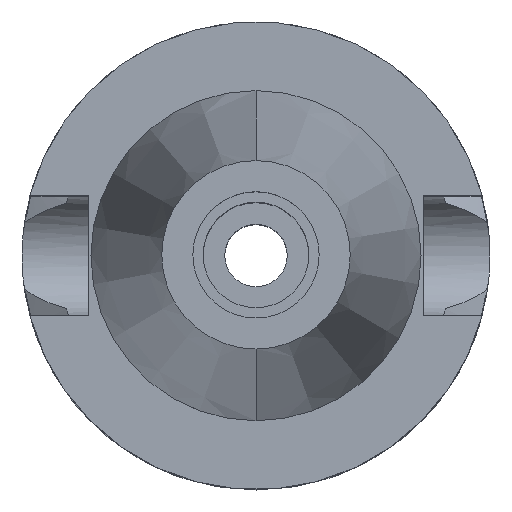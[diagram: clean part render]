
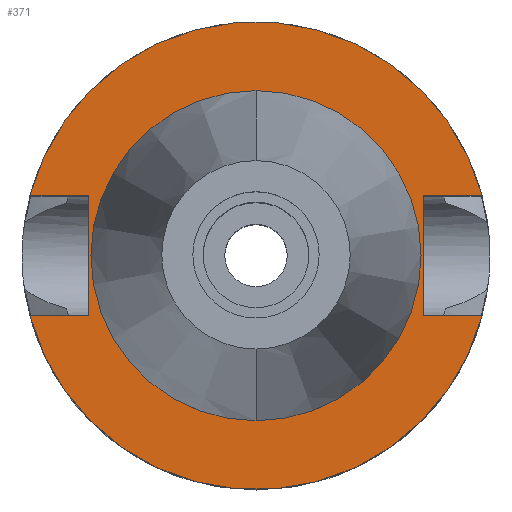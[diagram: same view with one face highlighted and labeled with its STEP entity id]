
A CAD part, top view. The second image highlights one B-rep face of the part: STEP entity #371.
In plain terms, the highlighted planar face has unit normal (0, 0, 1).
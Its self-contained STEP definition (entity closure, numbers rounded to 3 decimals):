
#106 = CIRCLE ( 'NONE', #2302, 22.225 ) ;
#173 = CARTESIAN_POINT ( 'NONE',  ( 0., 0., -1. ) ) ;
#199 = DIRECTION ( 'NONE',  ( 0., 0., -1. ) ) ;
#203 = CARTESIAN_POINT ( 'NONE',  ( 22.5, 8.05, -1. ) ) ;
#235 = CARTESIAN_POINT ( 'NONE',  ( -22.5, -8.05, -1. ) ) ;
#239 = VERTEX_POINT ( 'NONE', #1117 ) ;
#254 = VECTOR ( 'NONE', #2682, 1000. ) ;
#255 = CIRCLE ( 'NONE', #1535, 31.5 ) ;
#348 = ORIENTED_EDGE ( 'NONE', *, *, #2637, .T. ) ;
#371 = ADVANCED_FACE ( 'NONE', ( #2832, #2631 ), #493, .F. ) ;
#449 = CARTESIAN_POINT ( 'NONE',  ( -22.5, 8.05, -1. ) ) ;
#479 = LINE ( 'NONE', #1626, #3044 ) ;
#493 = PLANE ( 'NONE',  #1995 ) ;
#527 = EDGE_CURVE ( 'NONE', #2763, #2972, #255, .T. ) ;
#543 = CARTESIAN_POINT ( 'NONE',  ( -30.454, -8.05, -1. ) ) ;
#606 = ORIENTED_EDGE ( 'NONE', *, *, #2249, .F. ) ;
#621 = EDGE_CURVE ( 'NONE', #745, #2010, #106, .T. ) ;
#647 = CARTESIAN_POINT ( 'NONE',  ( -22.5, -8.05, -1. ) ) ;
#669 = DIRECTION ( 'NONE',  ( 1., 0., 0. ) ) ;
#706 = ORIENTED_EDGE ( 'NONE', *, *, #1483, .F. ) ;
#745 = VERTEX_POINT ( 'NONE', #2022 ) ;
#765 = LINE ( 'NONE', #1720, #254 ) ;
#766 = EDGE_LOOP ( 'NONE', ( #3021, #2660, #2078, #1828, #348, #706, #606, #2191 ) ) ;
#782 = ORIENTED_EDGE ( 'NONE', *, *, #1931, .F. ) ;
#784 = EDGE_CURVE ( 'NONE', #1574, #2763, #479, .T. ) ;
#864 = VERTEX_POINT ( 'NONE', #449 ) ;
#900 = CARTESIAN_POINT ( 'NONE',  ( 22.5, 8.05, -1. ) ) ;
#953 = CARTESIAN_POINT ( 'NONE',  ( 0., 22.225, -1. ) ) ;
#1023 = CARTESIAN_POINT ( 'NONE',  ( 22.5, -8.05, -1. ) ) ;
#1034 = CARTESIAN_POINT ( 'NONE',  ( -30.454, 8.05, -1. ) ) ;
#1050 = VECTOR ( 'NONE', #2663, 1000. ) ;
#1084 = EDGE_CURVE ( 'NONE', #1419, #1574, #1701, .T. ) ;
#1088 = DIRECTION ( 'NONE',  ( 0., -1., 0. ) ) ;
#1117 = CARTESIAN_POINT ( 'NONE',  ( 30.454, 8.05, -1. ) ) ;
#1211 = DIRECTION ( 'NONE',  ( 0., 1., 0. ) ) ;
#1369 = EDGE_CURVE ( 'NONE', #1371, #864, #1849, .T. ) ;
#1371 = VERTEX_POINT ( 'NONE', #1892 ) ;
#1419 = VERTEX_POINT ( 'NONE', #203 ) ;
#1421 = DIRECTION ( 'NONE',  ( 0., 1., 0. ) ) ;
#1470 = CARTESIAN_POINT ( 'NONE',  ( 0., 0., -1. ) ) ;
#1481 = DIRECTION ( 'NONE',  ( 0., 0., 1. ) ) ;
#1483 = EDGE_CURVE ( 'NONE', #1666, #239, #1853, .T. ) ;
#1535 = AXIS2_PLACEMENT_3D ( 'NONE', #1470, #2892, #2935 ) ;
#1574 = VERTEX_POINT ( 'NONE', #1023 ) ;
#1626 = CARTESIAN_POINT ( 'NONE',  ( 22.5, -8.05, -1. ) ) ;
#1646 = EDGE_LOOP ( 'NONE', ( #782, #2040 ) ) ;
#1666 = VERTEX_POINT ( 'NONE', #1034 ) ;
#1701 = LINE ( 'NONE', #2905, #1050 ) ;
#1710 = DIRECTION ( 'NONE',  ( -1., 0., 0. ) ) ;
#1720 = CARTESIAN_POINT ( 'NONE',  ( -22.5, 8.05, -1. ) ) ;
#1828 = ORIENTED_EDGE ( 'NONE', *, *, #1084, .F. ) ;
#1849 = LINE ( 'NONE', #647, #2799 ) ;
#1853 = CIRCLE ( 'NONE', #2403, 31.5 ) ;
#1859 = DIRECTION ( 'NONE',  ( 0., -1., 0. ) ) ;
#1892 = CARTESIAN_POINT ( 'NONE',  ( -22.5, -8.05, -1. ) ) ;
#1931 = EDGE_CURVE ( 'NONE', #2010, #745, #2159, .T. ) ;
#1956 = DIRECTION ( 'NONE',  ( 0., 0., -1. ) ) ;
#1995 = AXIS2_PLACEMENT_3D ( 'NONE', #2338, #199, #1859 ) ;
#2010 = VERTEX_POINT ( 'NONE', #953 ) ;
#2022 = CARTESIAN_POINT ( 'NONE',  ( 0., -22.225, -1. ) ) ;
#2040 = ORIENTED_EDGE ( 'NONE', *, *, #621, .F. ) ;
#2078 = ORIENTED_EDGE ( 'NONE', *, *, #784, .F. ) ;
#2139 = DIRECTION ( 'NONE',  ( 0., 1., 0. ) ) ;
#2159 = CIRCLE ( 'NONE', #2553, 22.225 ) ;
#2191 = ORIENTED_EDGE ( 'NONE', *, *, #1369, .F. ) ;
#2197 = VECTOR ( 'NONE', #1710, 1000. ) ;
#2249 = EDGE_CURVE ( 'NONE', #864, #1666, #765, .T. ) ;
#2302 = AXIS2_PLACEMENT_3D ( 'NONE', #2680, #1481, #1088 ) ;
#2338 = CARTESIAN_POINT ( 'NONE',  ( 0., 0., -1. ) ) ;
#2376 = DIRECTION ( 'NONE',  ( 0., 0., 1. ) ) ;
#2394 = CARTESIAN_POINT ( 'NONE',  ( 0., 0., -1. ) ) ;
#2403 = AXIS2_PLACEMENT_3D ( 'NONE', #2394, #1956, #1211 ) ;
#2553 = AXIS2_PLACEMENT_3D ( 'NONE', #173, #2376, #2139 ) ;
#2565 = LINE ( 'NONE', #900, #3043 ) ;
#2623 = CARTESIAN_POINT ( 'NONE',  ( 30.454, -8.05, -1. ) ) ;
#2631 = FACE_BOUND ( 'NONE', #1646, .T. ) ;
#2637 = EDGE_CURVE ( 'NONE', #1419, #239, #2565, .T. ) ;
#2660 = ORIENTED_EDGE ( 'NONE', *, *, #527, .F. ) ;
#2663 = DIRECTION ( 'NONE',  ( 0., -1., 0. ) ) ;
#2680 = CARTESIAN_POINT ( 'NONE',  ( 0., 0., -1. ) ) ;
#2682 = DIRECTION ( 'NONE',  ( -1., 0., 0. ) ) ;
#2763 = VERTEX_POINT ( 'NONE', #2623 ) ;
#2777 = EDGE_CURVE ( 'NONE', #1371, #2972, #2899, .T. ) ;
#2785 = DIRECTION ( 'NONE',  ( 1., 0., 0. ) ) ;
#2799 = VECTOR ( 'NONE', #1421, 1000. ) ;
#2832 = FACE_OUTER_BOUND ( 'NONE', #766, .T. ) ;
#2892 = DIRECTION ( 'NONE',  ( 0., 0., -1. ) ) ;
#2899 = LINE ( 'NONE', #235, #2197 ) ;
#2905 = CARTESIAN_POINT ( 'NONE',  ( 22.5, 8.05, -1. ) ) ;
#2935 = DIRECTION ( 'NONE',  ( 0., -1., 0. ) ) ;
#2972 = VERTEX_POINT ( 'NONE', #543 ) ;
#3021 = ORIENTED_EDGE ( 'NONE', *, *, #2777, .T. ) ;
#3043 = VECTOR ( 'NONE', #669, 1000. ) ;
#3044 = VECTOR ( 'NONE', #2785, 1000. ) ;
